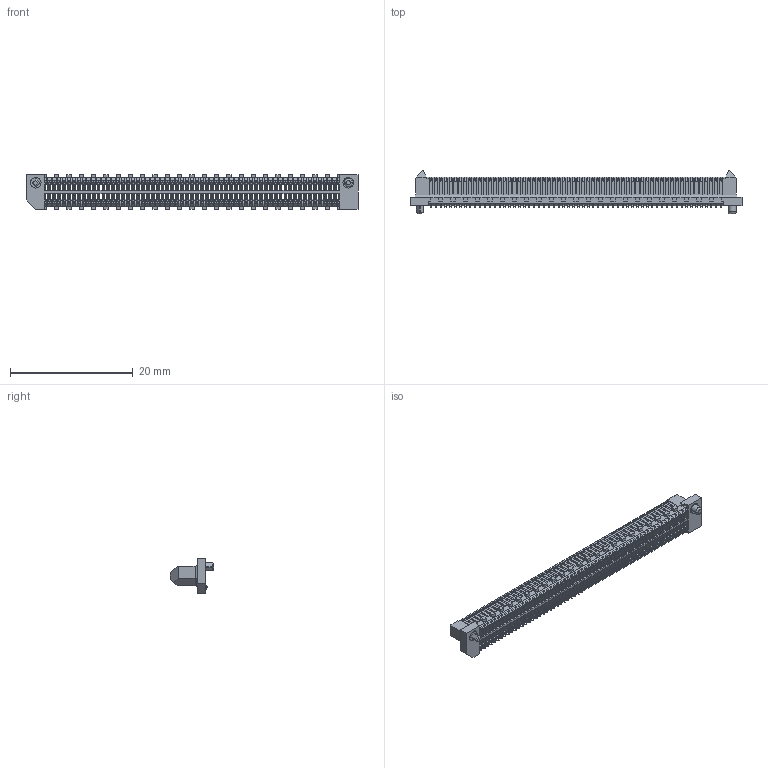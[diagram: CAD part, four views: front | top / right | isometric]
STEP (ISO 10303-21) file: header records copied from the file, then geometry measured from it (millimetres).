
FILE_DESCRIPTION((''),'2;1');
FILE_NAME('FBB08005-M150S3103K6MH20','2023-10-20T',('工程三'),(''),'PRO/ENGINEER BY PARAMETRIC TECHNOLOGY CORPORATION, 2010280','PRO/ENGINEER BY PARAMETRIC TECHNOLOGY CORPORATION, 2010280','');
FILE_SCHEMA(('CONFIG_CONTROL_DESIGN'));
Products named in the file (1): FBB08005-M150S3103K6MH20
Bounding box: 54 x 7.04 x 5.6 mm (x, y, z)
Volume: 630.7 mm3; surface area: 3154.7 mm2
Topology: 1 solids, 1 shells, 5538 faces, 16825 edges, 10694 vertices
Faces by surface type: plane 4866, cylinder 670, torus 2
Entity records: 185355 total; most frequent: CARTESIAN_POINT 34885, ORIENTED_EDGE 33650, DIRECTION 28513, EDGE_CURVE 16825, VECTOR 14517, LINE 14517, VERTEX_POINT 10694, AXIS2_PLACEMENT_3D 6998
